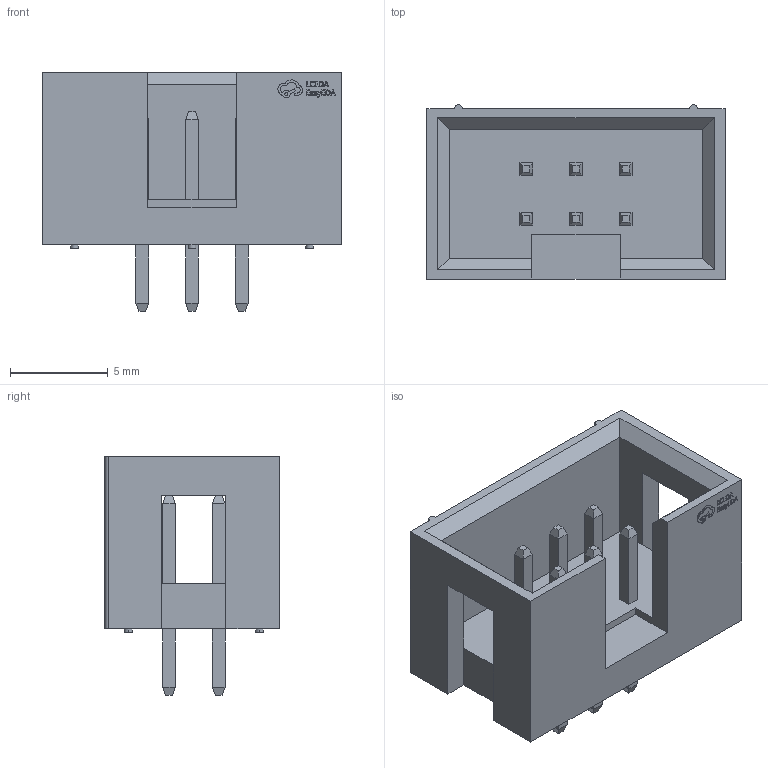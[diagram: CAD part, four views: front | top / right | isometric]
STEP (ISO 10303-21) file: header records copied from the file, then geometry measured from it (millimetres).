
FILE_DESCRIPTION (( 'STEP AP214' ), '1' );
FILE_NAME ('IDC-TH_6P-P2.54-V-R2-C3-S2.54.STEP', '2023-02-09T10:35:11', ( '' ), ( '' ), 'SwSTEP 2.0', 'SolidWorks 2020', '' );
FILE_SCHEMA (( 'AUTOMOTIVE_DESIGN' ));
Length unit declared in the file: millimetre
Products named in the file (1): IDC-TH_6P-P2.54-V-R2-C3-S2.54
Bounding box: 15.22 x 8.91 x 12.2 mm (x, y, z)
Volume: 540.3 mm3; surface area: 978.2 mm2
Topology: 1 solids, 1 shells, 383 faces, 988 edges, 640 vertices
Faces by surface type: plane 271, bspline 98, cylinder 14
Entity records: 13835 total; most frequent: CARTESIAN_POINT 3322, ORIENTED_EDGE 1976, DIRECTION 1388, EDGE_CURVE 988, VECTOR 760, LINE 760, VERTEX_POINT 640, EDGE_LOOP 420
